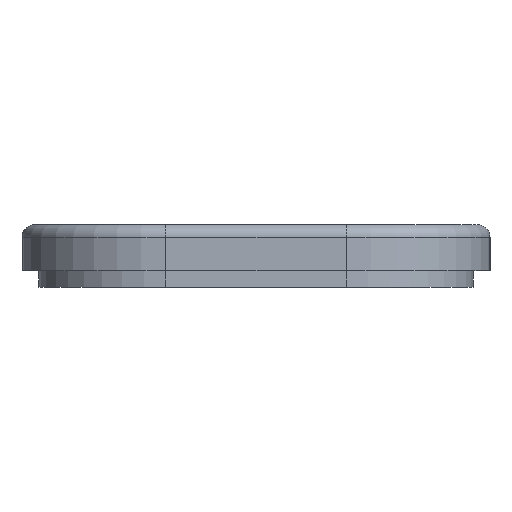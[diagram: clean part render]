
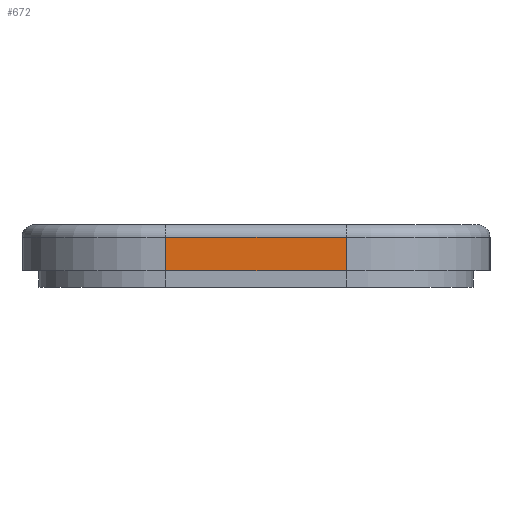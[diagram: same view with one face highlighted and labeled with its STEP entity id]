
A CAD part, left-side view. The second image highlights one B-rep face of the part: STEP entity #672.
In plain terms, the highlighted planar face has unit normal (-1, 0, 0).
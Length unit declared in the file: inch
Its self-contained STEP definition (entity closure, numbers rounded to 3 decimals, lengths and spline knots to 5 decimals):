
#4 = EDGE_CURVE ( 'NONE', #1642, #409, #1509, .T. ) ;
#9 = CARTESIAN_POINT ( 'NONE',  ( -0.938, -0.108, -0.015 ) ) ;
#46 = DIRECTION ( 'NONE',  ( 0., 1., 0. ) ) ;
#96 = ORIENTED_EDGE ( 'NONE', *, *, #4, .F. ) ;
#116 = EDGE_LOOP ( 'NONE', ( #196, #360, #269, #96 ) ) ;
#196 = ORIENTED_EDGE ( 'NONE', *, *, #1077, .T. ) ;
#269 = ORIENTED_EDGE ( 'NONE', *, *, #1627, .T. ) ;
#335 = DIRECTION ( 'NONE',  ( 0., 1., 0. ) ) ;
#360 = ORIENTED_EDGE ( 'NONE', *, *, #1320, .T. ) ;
#370 = VECTOR ( 'NONE', #1831, 39.37008 ) ;
#409 = VERTEX_POINT ( 'NONE', #1758 ) ;
#672 = ADVANCED_FACE ( 'NONE', ( #1574 ), #1276, .T. ) ;
#683 = CARTESIAN_POINT ( 'NONE',  ( -0.938, 0.108, 0. ) ) ;
#730 = DIRECTION ( 'NONE',  ( 0., 0., 1. ) ) ;
#776 = CARTESIAN_POINT ( 'NONE',  ( -0.938, -0.28, -0.055 ) ) ;
#782 = VECTOR ( 'NONE', #335, 39.37008 ) ;
#802 = CARTESIAN_POINT ( 'NONE',  ( -0.938, 0.108, -0.015 ) ) ;
#862 = DIRECTION ( 'NONE',  ( 0., 0., 1. ) ) ;
#1054 = VECTOR ( 'NONE', #862, 39.37008 ) ;
#1077 = EDGE_CURVE ( 'NONE', #1642, #1080, #1460, .T. ) ;
#1080 = VERTEX_POINT ( 'NONE', #9 ) ;
#1081 = CARTESIAN_POINT ( 'NONE',  ( -0.938, -0.108, -0.055 ) ) ;
#1166 = VERTEX_POINT ( 'NONE', #1608 ) ;
#1252 = LINE ( 'NONE', #683, #370 ) ;
#1276 = PLANE ( 'NONE',  #1624 ) ;
#1283 = DIRECTION ( 'NONE',  ( -1., 0., 0. ) ) ;
#1308 = VECTOR ( 'NONE', #46, 39.37008 ) ;
#1315 = CARTESIAN_POINT ( 'NONE',  ( -0.938, -0.108, 0. ) ) ;
#1320 = EDGE_CURVE ( 'NONE', #1080, #1166, #1346, .T. ) ;
#1346 = LINE ( 'NONE', #802, #1308 ) ;
#1460 = LINE ( 'NONE', #1315, #1054 ) ;
#1509 = LINE ( 'NONE', #776, #782 ) ;
#1574 = FACE_OUTER_BOUND ( 'NONE', #116, .T. ) ;
#1608 = CARTESIAN_POINT ( 'NONE',  ( -0.938, 0.108, -0.015 ) ) ;
#1624 = AXIS2_PLACEMENT_3D ( 'NONE', #1848, #1283, #730 ) ;
#1627 = EDGE_CURVE ( 'NONE', #1166, #409, #1252, .T. ) ;
#1642 = VERTEX_POINT ( 'NONE', #1081 ) ;
#1758 = CARTESIAN_POINT ( 'NONE',  ( -0.938, 0.108, -0.055 ) ) ;
#1831 = DIRECTION ( 'NONE',  ( 0., 0., -1. ) ) ;
#1848 = CARTESIAN_POINT ( 'NONE',  ( -0.938, -0.28, 0. ) ) ;
